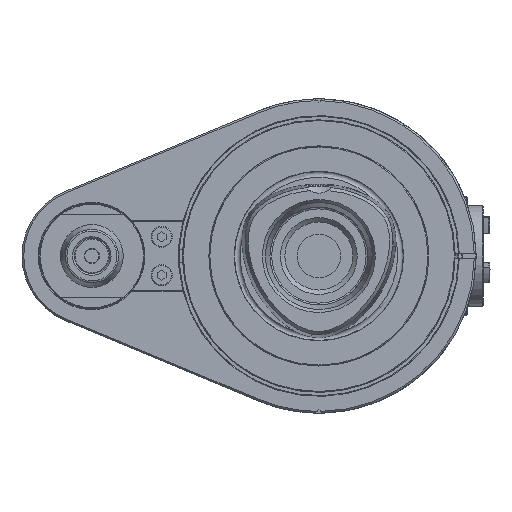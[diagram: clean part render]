
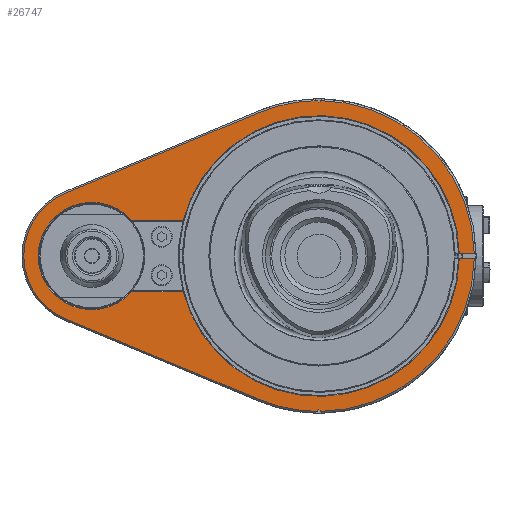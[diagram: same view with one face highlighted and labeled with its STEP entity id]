
A CAD part, left-side view. The second image highlights one B-rep face of the part: STEP entity #26747.
In plain terms, the highlighted face is planar.
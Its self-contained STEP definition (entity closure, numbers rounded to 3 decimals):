
#1202=CIRCLE('',#28516,44.5);
#1205=CIRCLE('',#28520,44.501);
#1206=CIRCLE('',#28521,44.5);
#1207=CIRCLE('',#28522,40.2);
#1208=CIRCLE('',#28523,15.35);
#1209=CIRCLE('',#28524,40.2);
#1210=CIRCLE('',#28525,44.501);
#1211=CIRCLE('',#28526,19.5);
#2306=FACE_OUTER_BOUND('',#3871,.T.);
#3871=EDGE_LOOP('',(#17905,#17906,#17907,#17908,#17909,#17910,#17911,#17912,
#17913,#17914,#17915,#17916,#17917,#17918,#17919,#17920,#17921,#17922));
#5721=LINE('',#39404,#8325);
#5730=LINE('',#39434,#8334);
#5731=LINE('',#39436,#8335);
#5732=LINE('',#39440,#8336);
#5733=LINE('',#39444,#8337);
#5734=LINE('',#39448,#8338);
#5735=LINE('',#39451,#8339);
#5736=LINE('',#39453,#8340);
#5737=LINE('',#39457,#8341);
#5738=LINE('',#39460,#8342);
#8325=VECTOR('',#31434,10.);
#8334=VECTOR('',#31459,10.);
#8335=VECTOR('',#31460,10.);
#8336=VECTOR('',#31463,10.);
#8337=VECTOR('',#31466,10.);
#8338=VECTOR('',#31469,10.);
#8339=VECTOR('',#31472,10.);
#8340=VECTOR('',#31473,10.);
#8341=VECTOR('',#31476,10.);
#8342=VECTOR('',#31479,10.);
#11071=VERTEX_POINT('',#39400);
#11073=VERTEX_POINT('',#39403);
#11082=VERTEX_POINT('',#39424);
#11084=VERTEX_POINT('',#39430);
#11085=VERTEX_POINT('',#39431);
#11086=VERTEX_POINT('',#39433);
#11087=VERTEX_POINT('',#39435);
#11088=VERTEX_POINT('',#39437);
#11089=VERTEX_POINT('',#39439);
#11090=VERTEX_POINT('',#39441);
#11091=VERTEX_POINT('',#39443);
#11092=VERTEX_POINT('',#39445);
#11093=VERTEX_POINT('',#39447);
#11094=VERTEX_POINT('',#39450);
#11095=VERTEX_POINT('',#39452);
#11096=VERTEX_POINT('',#39454);
#11097=VERTEX_POINT('',#39456);
#11098=VERTEX_POINT('',#39458);
#13758=EDGE_CURVE('',#11073,#11071,#5721,.T.);
#13769=EDGE_CURVE('',#11082,#11071,#1202,.T.);
#13772=EDGE_CURVE('',#11084,#11085,#1205,.T.);
#13773=EDGE_CURVE('',#11086,#11084,#5730,.T.);
#13774=EDGE_CURVE('',#11087,#11086,#5731,.T.);
#13775=EDGE_CURVE('',#11088,#11087,#1206,.T.);
#13776=EDGE_CURVE('',#11089,#11088,#5732,.T.);
#13777=EDGE_CURVE('',#11090,#11089,#1207,.T.);
#13778=EDGE_CURVE('',#11091,#11090,#5733,.T.);
#13779=EDGE_CURVE('',#11092,#11091,#1208,.T.);
#13780=EDGE_CURVE('',#11093,#11092,#5734,.T.);
#13781=EDGE_CURVE('',#11073,#11093,#1209,.T.);
#13782=EDGE_CURVE('',#11094,#11082,#5735,.T.);
#13783=EDGE_CURVE('',#11095,#11094,#5736,.T.);
#13784=EDGE_CURVE('',#11096,#11095,#1210,.T.);
#13785=EDGE_CURVE('',#11097,#11096,#5737,.T.);
#13786=EDGE_CURVE('',#11098,#11097,#1211,.T.);
#13787=EDGE_CURVE('',#11085,#11098,#5738,.T.);
#17905=ORIENTED_EDGE('',*,*,#13772,.F.);
#17906=ORIENTED_EDGE('',*,*,#13773,.F.);
#17907=ORIENTED_EDGE('',*,*,#13774,.F.);
#17908=ORIENTED_EDGE('',*,*,#13775,.F.);
#17909=ORIENTED_EDGE('',*,*,#13776,.F.);
#17910=ORIENTED_EDGE('',*,*,#13777,.F.);
#17911=ORIENTED_EDGE('',*,*,#13778,.F.);
#17912=ORIENTED_EDGE('',*,*,#13779,.F.);
#17913=ORIENTED_EDGE('',*,*,#13780,.F.);
#17914=ORIENTED_EDGE('',*,*,#13781,.F.);
#17915=ORIENTED_EDGE('',*,*,#13758,.T.);
#17916=ORIENTED_EDGE('',*,*,#13769,.F.);
#17917=ORIENTED_EDGE('',*,*,#13782,.F.);
#17918=ORIENTED_EDGE('',*,*,#13783,.F.);
#17919=ORIENTED_EDGE('',*,*,#13784,.F.);
#17920=ORIENTED_EDGE('',*,*,#13785,.F.);
#17921=ORIENTED_EDGE('',*,*,#13786,.F.);
#17922=ORIENTED_EDGE('',*,*,#13787,.F.);
#25782=PLANE('',#28519);
#26747=ADVANCED_FACE('',(#2306),#25782,.T.);
#28516=AXIS2_PLACEMENT_3D('',#39425,#31449,#31450);
#28519=AXIS2_PLACEMENT_3D('',#39429,#31455,#31456);
#28520=AXIS2_PLACEMENT_3D('',#39432,#31457,#31458);
#28521=AXIS2_PLACEMENT_3D('',#39438,#31461,#31462);
#28522=AXIS2_PLACEMENT_3D('',#39442,#31464,#31465);
#28523=AXIS2_PLACEMENT_3D('',#39446,#31467,#31468);
#28524=AXIS2_PLACEMENT_3D('',#39449,#31470,#31471);
#28525=AXIS2_PLACEMENT_3D('',#39455,#31474,#31475);
#28526=AXIS2_PLACEMENT_3D('',#39459,#31477,#31478);
#31434=DIRECTION('',(0.,0.,1.));
#31449=DIRECTION('center_axis',(0.,-1.,0.));
#31450=DIRECTION('ref_axis',(1.,0.,0.011));
#31455=DIRECTION('center_axis',(0.,1.,0.));
#31456=DIRECTION('ref_axis',(1.,0.,0.));
#31457=DIRECTION('center_axis',(0.,-1.,0.));
#31458=DIRECTION('ref_axis',(-1.,0.,-0.011));
#31459=DIRECTION('',(-0.707,0.,-0.707));
#31460=DIRECTION('',(0.707,0.,-0.707));
#31461=DIRECTION('center_axis',(0.,-1.,0.));
#31462=DIRECTION('ref_axis',(-0.017,0.,1.));
#31463=DIRECTION('',(0.,0.,1.));
#31464=DIRECTION('center_axis',(0.,1.,0.));
#31465=DIRECTION('ref_axis',(-0.254,0.,-0.967));
#31466=DIRECTION('',(0.,0.,1.));
#31467=DIRECTION('center_axis',(0.,1.,0.));
#31468=DIRECTION('ref_axis',(-0.664,0.,-0.747));
#31469=DIRECTION('',(0.,0.,-1.));
#31470=DIRECTION('center_axis',(0.,1.,0.));
#31471=DIRECTION('ref_axis',(0.019,0.,1.));
#31472=DIRECTION('',(0.707,0.,0.707));
#31473=DIRECTION('',(-0.707,0.,0.707));
#31474=DIRECTION('center_axis',(0.,-1.,0.));
#31475=DIRECTION('ref_axis',(0.923,0.,-0.385));
#31476=DIRECTION('',(0.385,0.,0.923));
#31477=DIRECTION('center_axis',(0.,-1.,0.));
#31478=DIRECTION('ref_axis',(0.,0.,-1.));
#31479=DIRECTION('',(0.385,0.,-0.923));
#39400=CARTESIAN_POINT('',(0.75,33.,44.494));
#39403=CARTESIAN_POINT('',(0.75,33.,40.193));
#39404=CARTESIAN_POINT('',(0.75,33.,11.654));
#39424=CARTESIAN_POINT('',(44.497,33.,0.497));
#39425=CARTESIAN_POINT('Origin',(0.,33.,0.));
#39429=CARTESIAN_POINT('Origin',(0.,33.,0.));
#39430=CARTESIAN_POINT('',(-44.498,33.,-0.498));
#39431=CARTESIAN_POINT('',(-41.077,33.,-17.116));
#39432=CARTESIAN_POINT('Origin',(0.,33.,0.));
#39433=CARTESIAN_POINT('',(-44.,33.,0.));
#39434=CARTESIAN_POINT('',(-33.,33.,11.));
#39435=CARTESIAN_POINT('',(-44.497,33.,0.497));
#39436=CARTESIAN_POINT('',(-33.5,33.,-10.5));
#39437=CARTESIAN_POINT('',(-0.75,33.,44.494));
#39438=CARTESIAN_POINT('Origin',(0.,33.,0.));
#39439=CARTESIAN_POINT('',(-0.75,33.,40.193));
#39440=CARTESIAN_POINT('',(-0.75,33.,23.501));
#39441=CARTESIAN_POINT('',(-10.2,33.,-38.884));
#39442=CARTESIAN_POINT('Origin',(0.,33.,0.));
#39443=CARTESIAN_POINT('',(-10.2,33.,-53.529));
#39444=CARTESIAN_POINT('',(-10.2,33.,-23.087));
#39445=CARTESIAN_POINT('',(10.2,33.,-53.529));
#39446=CARTESIAN_POINT('Origin',(0.,33.,-65.));
#39447=CARTESIAN_POINT('',(10.2,33.,-38.884));
#39448=CARTESIAN_POINT('',(10.2,33.,-23.087));
#39449=CARTESIAN_POINT('Origin',(0.,33.,0.));
#39450=CARTESIAN_POINT('',(44.,33.,0.));
#39451=CARTESIAN_POINT('',(33.5,33.,-10.5));
#39452=CARTESIAN_POINT('',(44.498,33.,-0.498));
#39453=CARTESIAN_POINT('',(33.,33.,11.));
#39454=CARTESIAN_POINT('',(41.077,33.,-17.116));
#39455=CARTESIAN_POINT('Origin',(0.,33.,0.));
#39456=CARTESIAN_POINT('',(18.,33.,-72.499));
#39457=CARTESIAN_POINT('',(35.308,33.,-30.962));
#39458=CARTESIAN_POINT('',(-18.,33.,-72.499));
#39459=CARTESIAN_POINT('Origin',(0.,33.,-65.));
#39460=CARTESIAN_POINT('',(-35.308,33.,-30.962));
